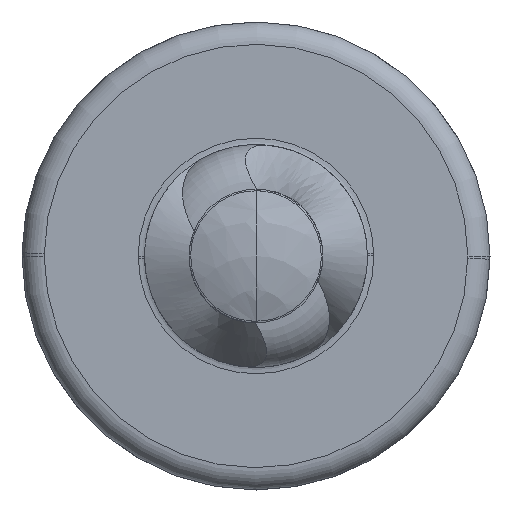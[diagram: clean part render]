
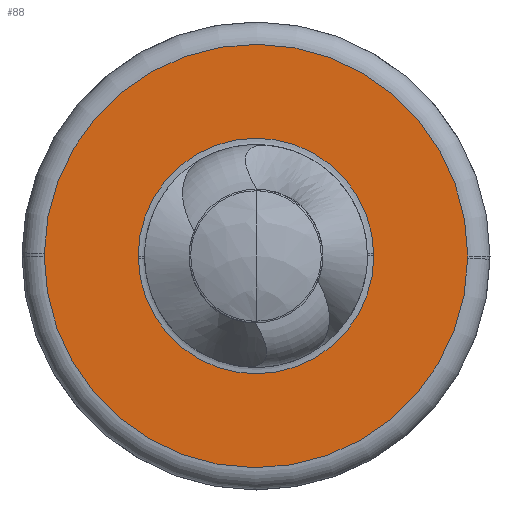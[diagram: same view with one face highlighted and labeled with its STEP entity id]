
A CAD part, front view. The second image highlights one B-rep face of the part: STEP entity #88.
In plain terms, the highlighted planar face has unit normal (0, -1, 0).
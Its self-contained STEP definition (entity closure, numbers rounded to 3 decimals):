
#88=ADVANCED_FACE('',(#200,#201),#202,.F.);
#200=FACE_OUTER_BOUND('',#4308,.T.);
#201=FACE_BOUND('',#4309,.T.);
#202=PLANE('',#4310);
#4308=EDGE_LOOP('',(#4666,#4667,#4668,#4669));
#4309=EDGE_LOOP('',(#4670,#4671,#4672,#4673));
#4310=AXIS2_PLACEMENT_3D('',#4674,#4675,#4676);
#4666=ORIENTED_EDGE('',*,*,#4949,.T.);
#4667=ORIENTED_EDGE('',*,*,#4856,.T.);
#4668=ORIENTED_EDGE('',*,*,#4950,.T.);
#4669=ORIENTED_EDGE('',*,*,#4860,.T.);
#4670=ORIENTED_EDGE('',*,*,#4903,.T.);
#4671=ORIENTED_EDGE('',*,*,#4898,.T.);
#4672=ORIENTED_EDGE('',*,*,#4904,.T.);
#4673=ORIENTED_EDGE('',*,*,#4894,.T.);
#4674=CARTESIAN_POINT('',(0.0,4.471,4.93));
#4675=DIRECTION('',(-0.0,1.0,0.0));
#4676=DIRECTION('',(1.0,0.0,0.0));
#4856=EDGE_CURVE('',#5007,#5011,#5013,.T.);
#4860=EDGE_CURVE('',#5015,#5019,#5021,.T.);
#4894=EDGE_CURVE('',#5082,#5086,#5088,.T.);
#4898=EDGE_CURVE('',#5090,#5094,#5096,.T.);
#4903=EDGE_CURVE('',#5086,#5090,#5103,.T.);
#4904=EDGE_CURVE('',#5094,#5082,#5104,.T.);
#4949=EDGE_CURVE('',#5019,#5007,#5163,.T.);
#4950=EDGE_CURVE('',#5011,#5015,#5164,.T.);
#5007=VERTEX_POINT('',#5244);
#5011=VERTEX_POINT('',#5248);
#5013=CIRCLE('',#5250,4.75);
#5015=VERTEX_POINT('',#5252);
#5019=VERTEX_POINT('',#5256);
#5021=CIRCLE('',#5258,4.75);
#5082=VERTEX_POINT('',#6315);
#5086=VERTEX_POINT('',#6319);
#5088=CIRCLE('',#6321,2.643);
#5090=VERTEX_POINT('',#6323);
#5094=VERTEX_POINT('',#6327);
#5096=CIRCLE('',#6329,2.643);
#5103=CIRCLE('',#6338,2.643);
#5104=CIRCLE('',#6339,2.643);
#5163=CIRCLE('',#7701,4.75);
#5164=CIRCLE('',#7702,4.75);
#5244=CARTESIAN_POINT('',(-4.75,4.471,0.062));
#5248=CARTESIAN_POINT('',(-4.75,4.471,0.0));
#5250=AXIS2_PLACEMENT_3D('',#7818,#7819,#7820);
#5252=CARTESIAN_POINT('',(4.75,4.471,-0.062));
#5256=CARTESIAN_POINT('',(4.75,4.471,0.0));
#5258=AXIS2_PLACEMENT_3D('',#7830,#7831,#7832);
#6315=CARTESIAN_POINT('',(-2.642,4.471,-0.057));
#6319=CARTESIAN_POINT('',(-2.643,4.471,0.));
#6321=AXIS2_PLACEMENT_3D('',#7889,#7890,#7891);
#6323=CARTESIAN_POINT('',(2.642,4.471,0.057));
#6327=CARTESIAN_POINT('',(2.643,4.471,0.0));
#6329=AXIS2_PLACEMENT_3D('',#7901,#7902,#7903);
#6338=AXIS2_PLACEMENT_3D('',#7912,#7913,#7914);
#6339=AXIS2_PLACEMENT_3D('',#7915,#7916,#7917);
#7701=AXIS2_PLACEMENT_3D('',#7991,#7992,#7993);
#7702=AXIS2_PLACEMENT_3D('',#7994,#7995,#7996);
#7818=CARTESIAN_POINT('',(0.0,4.471,0.0));
#7819=DIRECTION('',(0.0,-1.0,0.0));
#7820=DIRECTION('',(1.0,0.0,0.0));
#7830=CARTESIAN_POINT('',(0.0,4.471,0.0));
#7831=DIRECTION('',(0.0,-1.0,0.0));
#7832=DIRECTION('',(-1.0,0.0,0.0));
#7889=CARTESIAN_POINT('',(0.0,4.471,0.0));
#7890=DIRECTION('',(-0.0,1.0,0.0));
#7891=DIRECTION('',(1.0,0.0,0.0));
#7901=CARTESIAN_POINT('',(0.0,4.471,0.0));
#7902=DIRECTION('',(0.0,1.0,0.0));
#7903=DIRECTION('',(-1.0,0.0,0.));
#7912=CARTESIAN_POINT('',(0.0,4.471,0.0));
#7913=DIRECTION('',(0.0,1.0,0.0));
#7914=DIRECTION('',(-1.0,0.0,0.));
#7915=CARTESIAN_POINT('',(0.0,4.471,0.0));
#7916=DIRECTION('',(-0.0,1.0,0.0));
#7917=DIRECTION('',(1.0,0.0,0.0));
#7991=CARTESIAN_POINT('',(0.0,4.471,0.0));
#7992=DIRECTION('',(0.0,-1.0,0.0));
#7993=DIRECTION('',(1.0,0.0,0.0));
#7994=CARTESIAN_POINT('',(0.0,4.471,0.0));
#7995=DIRECTION('',(0.0,-1.0,0.0));
#7996=DIRECTION('',(-1.0,0.0,0.0));
